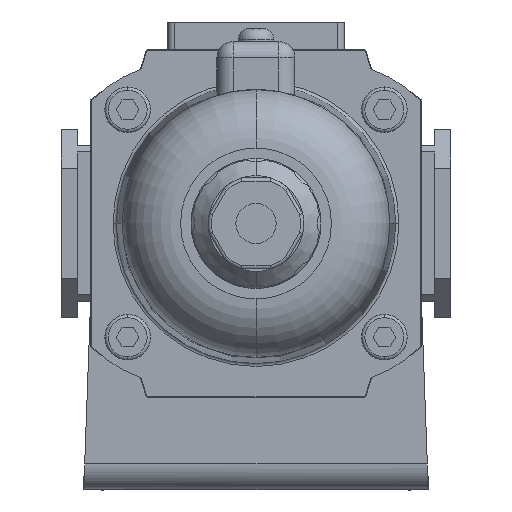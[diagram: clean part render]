
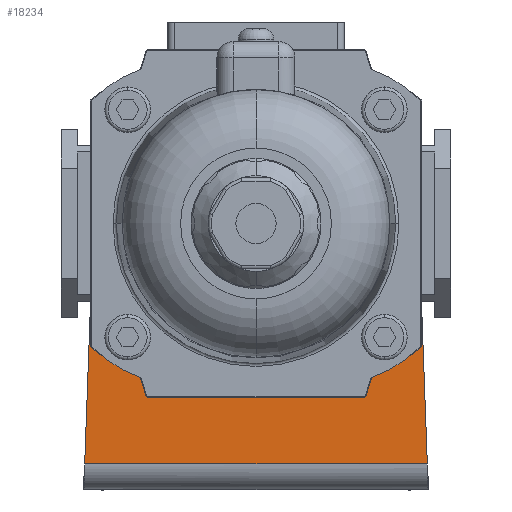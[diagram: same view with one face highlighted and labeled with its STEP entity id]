
A CAD part, front view. The second image highlights one B-rep face of the part: STEP entity #18234.
In plain terms, the highlighted planar face has unit normal (0, -1, 0).
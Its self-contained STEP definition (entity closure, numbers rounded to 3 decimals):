
#492 = LINE ( 'NONE', #8425, #12899 ) ;
#577 = ORIENTED_EDGE ( 'NONE', *, *, #3179, .F. ) ;
#704 = VERTEX_POINT ( 'NONE', #4406 ) ;
#748 = VECTOR ( 'NONE', #9110, 1000. ) ;
#1155 = ORIENTED_EDGE ( 'NONE', *, *, #4138, .F. ) ;
#1774 = DIRECTION ( 'NONE',  ( 0., 1., 0. ) ) ;
#3064 = ORIENTED_EDGE ( 'NONE', *, *, #16548, .T. ) ;
#3179 = EDGE_CURVE ( 'NONE', #9232, #5995, #492, .T. ) ;
#3531 = DIRECTION ( 'NONE',  ( 0.036, 0., 0.999 ) ) ;
#3559 = CARTESIAN_POINT ( 'NONE',  ( -15., 31., 0. ) ) ;
#3596 = EDGE_CURVE ( 'NONE', #9232, #7510, #9902, .T. ) ;
#3756 = EDGE_CURVE ( 'NONE', #5995, #14720, #20024, .T. ) ;
#4138 = EDGE_CURVE ( 'NONE', #14720, #7510, #17278, .T. ) ;
#4361 = PLANE ( 'NONE',  #14130 ) ;
#4406 = CARTESIAN_POINT ( 'NONE',  ( 15., 31., 0. ) ) ;
#4437 = DIRECTION ( 'NONE',  ( -1., 0., 0. ) ) ;
#4941 = DIRECTION ( 'NONE',  ( 0., 1., 0. ) ) ;
#5109 = EDGE_LOOP ( 'NONE', ( #20242, #1155, #10364, #577 ) ) ;
#5288 = DIRECTION ( 'NONE',  ( 0., 1., 0. ) ) ;
#5995 = VERTEX_POINT ( 'NONE', #17948 ) ;
#6436 = CARTESIAN_POINT ( 'NONE',  ( -26.5, 31., -37. ) ) ;
#7510 = VERTEX_POINT ( 'NONE', #15312 ) ;
#8333 = ORIENTED_EDGE ( 'NONE', *, *, #20670, .T. ) ;
#8395 = FACE_BOUND ( 'NONE', #17484, .T. ) ;
#8425 = CARTESIAN_POINT ( 'NONE',  ( -26.5, 31., -41. ) ) ;
#8909 = FACE_OUTER_BOUND ( 'NONE', #5109, .T. ) ;
#9110 = DIRECTION ( 'NONE',  ( 0.036, 0., -0.999 ) ) ;
#9232 = VERTEX_POINT ( 'NONE', #12592 ) ;
#9902 = LINE ( 'NONE', #6436, #14623 ) ;
#10364 = ORIENTED_EDGE ( 'NONE', *, *, #3756, .F. ) ;
#11475 = CARTESIAN_POINT ( 'NONE',  ( 0., 31., 0. ) ) ;
#12592 = CARTESIAN_POINT ( 'NONE',  ( -26.355, 31., -37. ) ) ;
#12683 = CARTESIAN_POINT ( 'NONE',  ( 24.984, 31., 0.904 ) ) ;
#12722 = AXIS2_PLACEMENT_3D ( 'NONE', #14551, #4941, #16122 ) ;
#12899 = VECTOR ( 'NONE', #3531, 1000. ) ;
#13080 = DIRECTION ( 'NONE',  ( -1., 0., 0. ) ) ;
#13719 = AXIS2_PLACEMENT_3D ( 'NONE', #11475, #1774, #13080 ) ;
#14078 = DIRECTION ( 'NONE',  ( 0., 1., 0. ) ) ;
#14130 = AXIS2_PLACEMENT_3D ( 'NONE', #20318, #14078, #4437 ) ;
#14551 = CARTESIAN_POINT ( 'NONE',  ( 0., 31., 0. ) ) ;
#14623 = VECTOR ( 'NONE', #17541, 1000. ) ;
#14720 = VERTEX_POINT ( 'NONE', #12683 ) ;
#14772 = CIRCLE ( 'NONE', #20068, 15. ) ;
#14883 = CARTESIAN_POINT ( 'NONE',  ( 0., 31., 0. ) ) ;
#14930 = VERTEX_POINT ( 'NONE', #3559 ) ;
#15312 = CARTESIAN_POINT ( 'NONE',  ( 26.355, 31., -37. ) ) ;
#15429 = CARTESIAN_POINT ( 'NONE',  ( 24.984, 31., 0.904 ) ) ;
#16122 = DIRECTION ( 'NONE',  ( -1., 0., 0. ) ) ;
#16447 = DIRECTION ( 'NONE',  ( -1., 0., 0. ) ) ;
#16548 = EDGE_CURVE ( 'NONE', #14930, #704, #16652, .T. ) ;
#16652 = CIRCLE ( 'NONE', #13719, 15. ) ;
#17278 = LINE ( 'NONE', #15429, #748 ) ;
#17484 = EDGE_LOOP ( 'NONE', ( #3064, #8333 ) ) ;
#17541 = DIRECTION ( 'NONE',  ( 1., 0., 0. ) ) ;
#17948 = CARTESIAN_POINT ( 'NONE',  ( -24.984, 31., 0.904 ) ) ;
#18234 = ADVANCED_FACE ( 'NONE', ( #8395, #8909 ), #4361, .F. ) ;
#20024 = CIRCLE ( 'NONE', #12722, 25. ) ;
#20068 = AXIS2_PLACEMENT_3D ( 'NONE', #14883, #5288, #16447 ) ;
#20242 = ORIENTED_EDGE ( 'NONE', *, *, #3596, .T. ) ;
#20318 = CARTESIAN_POINT ( 'NONE',  ( 0., 31., 0. ) ) ;
#20670 = EDGE_CURVE ( 'NONE', #704, #14930, #14772, .T. ) ;
